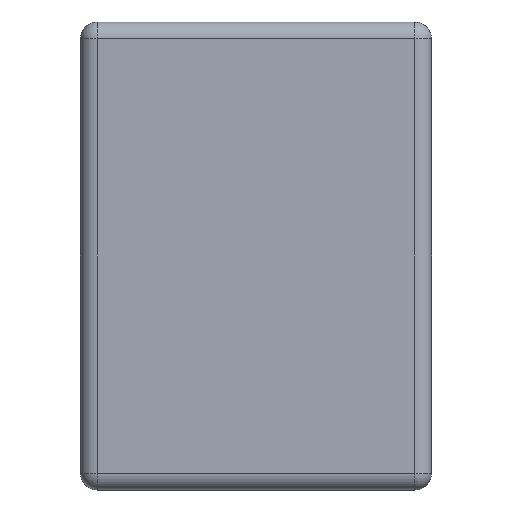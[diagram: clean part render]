
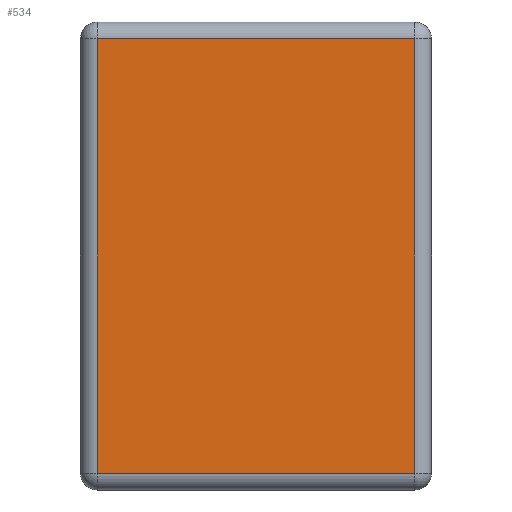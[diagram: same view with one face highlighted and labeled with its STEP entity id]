
A CAD part, left-side view. The second image highlights one B-rep face of the part: STEP entity #534.
In plain terms, the highlighted planar face has unit normal (-1, 0, 0).
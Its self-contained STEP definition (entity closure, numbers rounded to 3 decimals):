
#27=PLANE('',#606);
#41=LINE('',#819,#89);
#43=LINE('',#826,#91);
#52=LINE('',#848,#100);
#82=LINE('',#912,#130);
#89=VECTOR('',#661,10.);
#91=VECTOR('',#671,10.);
#100=VECTOR('',#692,10.);
#130=VECTOR('',#760,10.);
#178=FACE_OUTER_BOUND('',#212,.T.);
#212=EDGE_LOOP('',(#489,#490,#491,#492));
#248=VERTEX_POINT('',#805);
#251=VERTEX_POINT('',#812);
#253=VERTEX_POINT('',#817);
#260=VERTEX_POINT('',#841);
#297=EDGE_CURVE('',#253,#251,#41,.T.);
#301=EDGE_CURVE('',#251,#248,#43,.T.);
#313=EDGE_CURVE('',#248,#260,#52,.T.);
#346=EDGE_CURVE('',#260,#253,#82,.T.);
#489=ORIENTED_EDGE('',*,*,#297,.F.);
#490=ORIENTED_EDGE('',*,*,#346,.F.);
#491=ORIENTED_EDGE('',*,*,#313,.F.);
#492=ORIENTED_EDGE('',*,*,#301,.F.);
#534=ADVANCED_FACE('',(#178),#27,.F.);
#606=AXIS2_PLACEMENT_3D('',#919,#771,#772);
#661=DIRECTION('',(0.,0.,1.));
#671=DIRECTION('',(0.,-1.,0.));
#692=DIRECTION('',(0.,0.,-1.));
#760=DIRECTION('',(0.,1.,0.));
#771=DIRECTION('center_axis',(1.,0.,0.));
#772=DIRECTION('ref_axis',(0.,0.,-1.));
#805=CARTESIAN_POINT('',(-1.1,0.05,0.65));
#812=CARTESIAN_POINT('',(-1.1,1.,0.65));
#817=CARTESIAN_POINT('',(-1.1,1.,-0.65));
#819=CARTESIAN_POINT('',(-1.1,1.,0.));
#826=CARTESIAN_POINT('',(-1.1,1.05,0.65));
#841=CARTESIAN_POINT('',(-1.1,0.05,-0.65));
#848=CARTESIAN_POINT('',(-1.1,0.05,0.));
#912=CARTESIAN_POINT('',(-1.1,1.05,-0.65));
#919=CARTESIAN_POINT('Origin',(-1.1,1.05,0.6));
